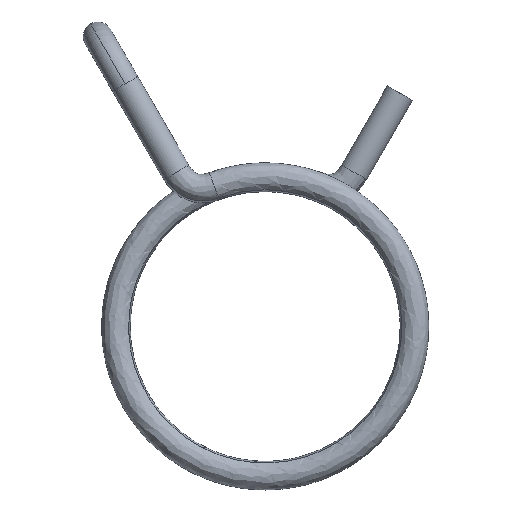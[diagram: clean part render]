
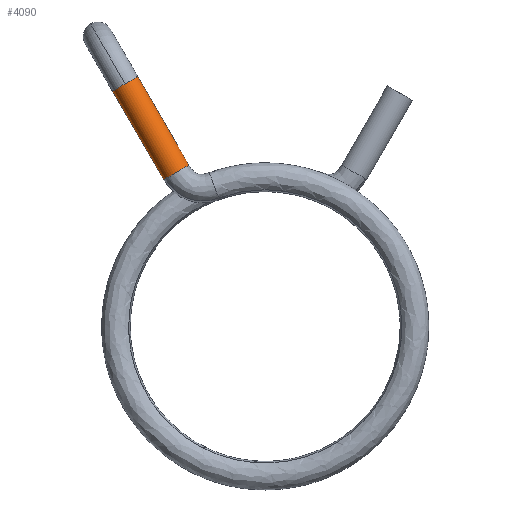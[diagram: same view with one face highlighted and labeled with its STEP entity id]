
A CAD part, top view. The second image highlights one B-rep face of the part: STEP entity #4090.
In plain terms, the highlighted cylindrical face has radius 1 mm (diameter 2 mm), a partial arc.
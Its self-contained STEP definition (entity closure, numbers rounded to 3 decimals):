
#121 = CIRCLE ( 'NONE', #3228, 1. ) ;
#307 = CARTESIAN_POINT ( 'NONE',  ( -5.247, 11.076, 3.75 ) ) ;
#356 = CARTESIAN_POINT ( 'NONE',  ( -9.625, 16.671, 3.75 ) ) ;
#363 = AXIS2_PLACEMENT_3D ( 'NONE', #2567, #6375, #6300 ) ;
#699 = CARTESIAN_POINT ( 'NONE',  ( -9.625, 16.671, 4.75 ) ) ;
#848 = EDGE_LOOP ( 'NONE', ( #874, #5627, #2901, #5969, #5087, #5000 ) ) ;
#874 = ORIENTED_EDGE ( 'NONE', *, *, #2345, .T. ) ;
#1348 = EDGE_CURVE ( 'NONE', #6799, #3720, #5252, .T. ) ;
#1773 = CARTESIAN_POINT ( 'NONE',  ( -6.108, 10.579, 3.75 ) ) ;
#1904 = DIRECTION ( 'NONE',  ( 0.75, 0.433, -0.5 ) ) ;
#1906 = DIRECTION ( 'NONE',  ( 0.866, 0.5, 0. ) ) ;
#2345 = EDGE_CURVE ( 'NONE', #4513, #6697, #4769, .T. ) ;
#2389 = AXIS2_PLACEMENT_3D ( 'NONE', #1773, #4994, #2758 ) ;
#2514 = DIRECTION ( 'NONE',  ( 0.5, -0.866, 0. ) ) ;
#2567 = CARTESIAN_POINT ( 'NONE',  ( -6.108, 10.579, 3.75 ) ) ;
#2758 = DIRECTION ( 'NONE',  ( 0.75, 0.433, -0.5 ) ) ;
#2766 = AXIS2_PLACEMENT_3D ( 'NONE', #6387, #5844, #1906 ) ;
#2812 = CARTESIAN_POINT ( 'NONE',  ( -6.969, 10.082, 3.75 ) ) ;
#2901 = ORIENTED_EDGE ( 'NONE', *, *, #1348, .T. ) ;
#3107 = DIRECTION ( 'NONE',  ( 0.5, -0.866, 0. ) ) ;
#3228 = AXIS2_PLACEMENT_3D ( 'NONE', #356, #2514, #1904 ) ;
#3383 = CARTESIAN_POINT ( 'NONE',  ( -10.491, 16.171, 3.75 ) ) ;
#3546 = DIRECTION ( 'NONE',  ( 0.5, -0.866, 0. ) ) ;
#3614 = CARTESIAN_POINT ( 'NONE',  ( -9.625, 16.671, 3.75 ) ) ;
#3643 = EDGE_CURVE ( 'NONE', #6110, #3720, #4532, .T. ) ;
#3720 = VERTEX_POINT ( 'NONE', #2812 ) ;
#3798 = CARTESIAN_POINT ( 'NONE',  ( -10.491, 16.171, 3.75 ) ) ;
#4090 = ADVANCED_FACE ( 'NONE', ( #4731 ), #6934, .T. ) ;
#4212 = EDGE_CURVE ( 'NONE', #5359, #6110, #6754, .T. ) ;
#4444 = LINE ( 'NONE', #5991, #4700 ) ;
#4513 = VERTEX_POINT ( 'NONE', #6095 ) ;
#4532 = CIRCLE ( 'NONE', #2389, 1. ) ;
#4700 = VECTOR ( 'NONE', #6097, 1000. ) ;
#4731 = FACE_OUTER_BOUND ( 'NONE', #848, .T. ) ;
#4769 = CIRCLE ( 'NONE', #6841, 1. ) ;
#4950 = EDGE_CURVE ( 'NONE', #6697, #6799, #121, .T. ) ;
#4994 = DIRECTION ( 'NONE',  ( 0.5, -0.866, 0. ) ) ;
#5000 = ORIENTED_EDGE ( 'NONE', *, *, #5755, .F. ) ;
#5087 = ORIENTED_EDGE ( 'NONE', *, *, #4212, .F. ) ;
#5252 = LINE ( 'NONE', #3798, #5767 ) ;
#5359 = VERTEX_POINT ( 'NONE', #307 ) ;
#5627 = ORIENTED_EDGE ( 'NONE', *, *, #4950, .T. ) ;
#5717 = DIRECTION ( 'NONE',  ( 0.75, 0.433, -0.5 ) ) ;
#5755 = EDGE_CURVE ( 'NONE', #4513, #5359, #4444, .T. ) ;
#5767 = VECTOR ( 'NONE', #3107, 1000. ) ;
#5844 = DIRECTION ( 'NONE',  ( 0.5, -0.866, 0. ) ) ;
#5969 = ORIENTED_EDGE ( 'NONE', *, *, #3643, .F. ) ;
#5991 = CARTESIAN_POINT ( 'NONE',  ( -8.759, 17.171, 3.75 ) ) ;
#6095 = CARTESIAN_POINT ( 'NONE',  ( -8.759, 17.171, 3.75 ) ) ;
#6097 = DIRECTION ( 'NONE',  ( 0.5, -0.866, 0. ) ) ;
#6110 = VERTEX_POINT ( 'NONE', #6324 ) ;
#6300 = DIRECTION ( 'NONE',  ( 0.75, 0.433, -0.5 ) ) ;
#6324 = CARTESIAN_POINT ( 'NONE',  ( -6.858, 10.146, 4.25 ) ) ;
#6375 = DIRECTION ( 'NONE',  ( 0.5, -0.866, 0. ) ) ;
#6387 = CARTESIAN_POINT ( 'NONE',  ( -9.625, 16.671, 3.75 ) ) ;
#6697 = VERTEX_POINT ( 'NONE', #699 ) ;
#6754 = CIRCLE ( 'NONE', #363, 1. ) ;
#6799 = VERTEX_POINT ( 'NONE', #3383 ) ;
#6841 = AXIS2_PLACEMENT_3D ( 'NONE', #3614, #3546, #5717 ) ;
#6934 = CYLINDRICAL_SURFACE ( 'NONE', #2766, 1. ) ;
